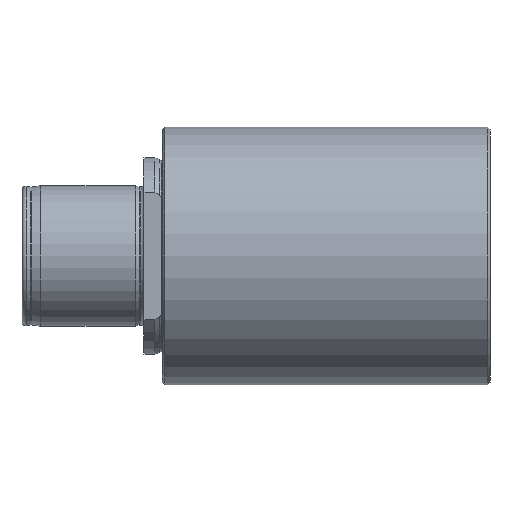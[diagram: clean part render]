
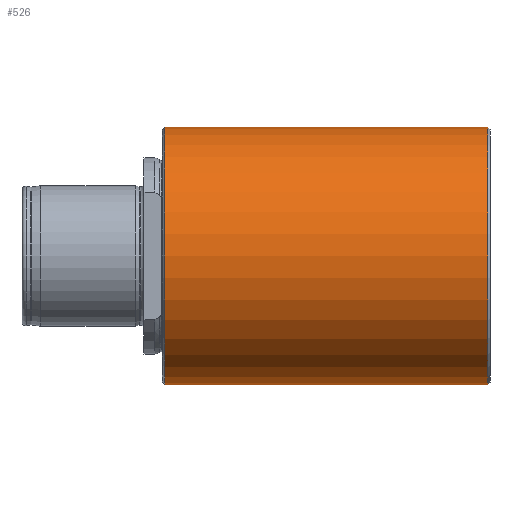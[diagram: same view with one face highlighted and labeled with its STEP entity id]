
A CAD part, front view. The second image highlights one B-rep face of the part: STEP entity #526.
In plain terms, the highlighted cylindrical face has radius 27.5 mm (diameter 55 mm), a partial arc.
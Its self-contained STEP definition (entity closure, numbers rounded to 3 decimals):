
#152 = CARTESIAN_POINT ( 'NONE',  ( 30.5, 0., 27.5 ) ) ;
#156 = CARTESIAN_POINT ( 'NONE',  ( 99.5, 0., -27.5 ) ) ;
#171 = CARTESIAN_POINT ( 'NONE',  ( 99.5, 0., 27.5 ) ) ;
#203 = CARTESIAN_POINT ( 'NONE',  ( 30.5, 0., -27.5 ) ) ;
#526 = ADVANCED_FACE ( 'NONE', ( #3123 ), #3132, .T. ) ;
#820 = DIRECTION ( 'NONE',  ( -1., 0., 0. ) ) ;
#824 = CARTESIAN_POINT ( 'NONE',  ( -7.756, 0., -27.5 ) ) ;
#825 = CARTESIAN_POINT ( 'NONE',  ( -7.756, 0., 27.5 ) ) ;
#830 = DIRECTION ( 'NONE',  ( -1., 0., 0. ) ) ;
#1384 = CARTESIAN_POINT ( 'NONE',  ( 99.5, 0., 0. ) ) ;
#1385 = DIRECTION ( 'NONE',  ( -1., 0., 0. ) ) ;
#1386 = DIRECTION ( 'NONE',  ( 0., 0., 1. ) ) ;
#1387 = CARTESIAN_POINT ( 'NONE',  ( 30.5, 0., 0. ) ) ;
#1388 = DIRECTION ( 'NONE',  ( -1., 0., 0. ) ) ;
#1389 = DIRECTION ( 'NONE',  ( 0., 0., 1. ) ) ;
#1701 = AXIS2_PLACEMENT_3D ( 'NONE', #1387, #1388, #1389 ) ;
#1702 = AXIS2_PLACEMENT_3D ( 'NONE', #1384, #1385, #1386 ) ;
#1834 = EDGE_CURVE ( 'NONE', #2754, #2747, #3297, .T. ) ;
#1835 = EDGE_CURVE ( 'NONE', #2743, #2786, #3301, .T. ) ;
#2033 = EDGE_CURVE ( 'NONE', #2743, #2754, #3431, .T. ) ;
#2034 = EDGE_CURVE ( 'NONE', #2786, #2747, #3430, .T. ) ;
#2293 = ORIENTED_EDGE ( 'NONE', *, *, #1835, .F. ) ;
#2365 = AXIS2_PLACEMENT_3D ( 'NONE', #4031, #4029, #4027 ) ;
#2647 = ORIENTED_EDGE ( 'NONE', *, *, #1834, .T. ) ;
#2665 = ORIENTED_EDGE ( 'NONE', *, *, #2033, .T. ) ;
#2672 = ORIENTED_EDGE ( 'NONE', *, *, #2034, .F. ) ;
#2743 = VERTEX_POINT ( 'NONE', #156 ) ;
#2747 = VERTEX_POINT ( 'NONE', #152 ) ;
#2754 = VERTEX_POINT ( 'NONE', #171 ) ;
#2786 = VERTEX_POINT ( 'NONE', #203 ) ;
#2906 = EDGE_LOOP ( 'NONE', ( #2293, #2665, #2647, #2672 ) ) ;
#3123 = FACE_OUTER_BOUND ( 'NONE', #2906, .T. ) ;
#3132 = CYLINDRICAL_SURFACE ( 'NONE', #2365, 27.5 ) ;
#3297 = LINE ( 'NONE', #825, #3303 ) ;
#3301 = LINE ( 'NONE', #824, #3305 ) ;
#3303 = VECTOR ( 'NONE', #820, 1000. ) ;
#3305 = VECTOR ( 'NONE', #830, 1000. ) ;
#3430 = CIRCLE ( 'NONE', #1701, 27.5 ) ;
#3431 = CIRCLE ( 'NONE', #1702, 27.5 ) ;
#4027 = DIRECTION ( 'NONE',  ( 0., 0., 1. ) ) ;
#4029 = DIRECTION ( 'NONE',  ( -1., 0., 0. ) ) ;
#4031 = CARTESIAN_POINT ( 'NONE',  ( -7.756, 0., 0. ) ) ;
